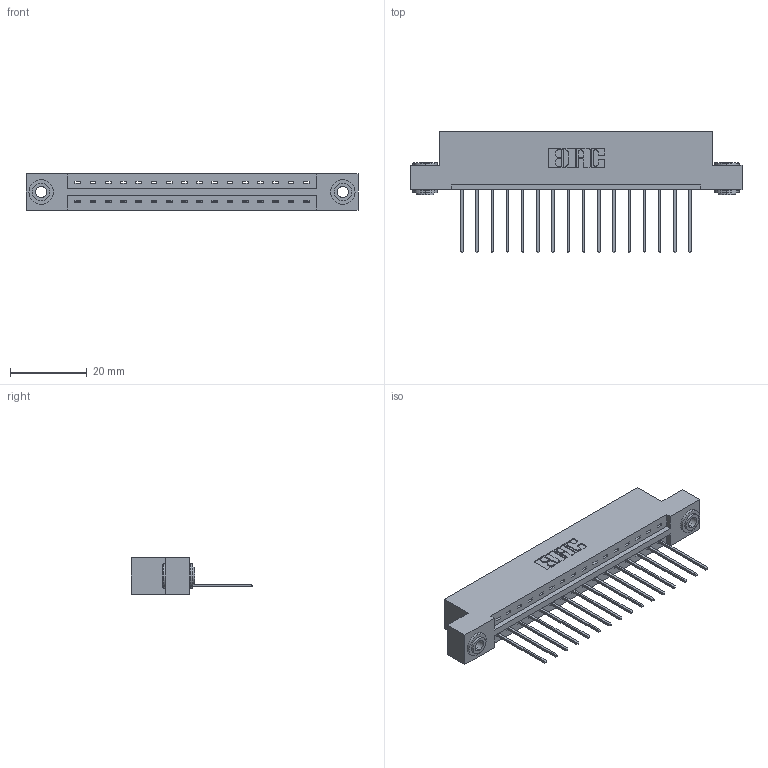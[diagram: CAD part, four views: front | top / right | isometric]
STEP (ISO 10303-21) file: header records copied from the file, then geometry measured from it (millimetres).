
FILE_DESCRIPTION (( 'STEP AP203' ), '1' );
FILE_NAME ('387-016-542-103.STEP', '2019-10-02T18:30:51', ( '' ), ( '' ), 'SwSTEP 2.0', 'SolidWorks 2016', '' );
FILE_SCHEMA (( 'CONFIG_CONTROL_DESIGN' ));
Length unit declared in the file: inch
Products named in the file (4): 337 Part_Flush Mounting Lugs - 0.156 Dia-TH; 345-250-002_345-250-002-102; 387-016-542-103; 345-292-001_345-293-142
Assembly tree (19 placements, depth 2):
  387-016-542-103
    337 Part_Flush Mounting Lugs - 0.156 Dia-TH
    345-292-001_345-293-142  x16
    345-250-002_345-250-002-102  x2
Bounding box: 86.41 x 31.63 x 9.4 mm (x, y, z)
Volume: 8710.6 mm3; surface area: 9323.7 mm2
Topology: 19 solids, 19 shells, 1144 faces, 3395 edges, 2238 vertices
Faces by surface type: plane 816, cylinder 320, cone 8
Entity records: 15924 total; most frequent: CARTESIAN_POINT 2749, ORIENTED_EDGE 2694, DIRECTION 2401, EDGE_CURVE 1347, VECTOR 1195, LINE 1195, VERTEX_POINT 894, AXIS2_PLACEMENT_3D 603
